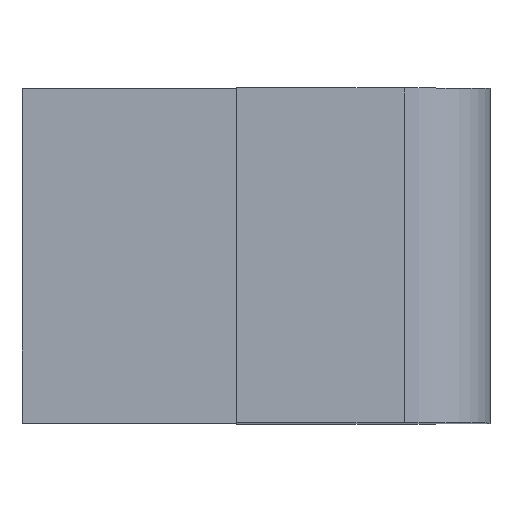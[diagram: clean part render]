
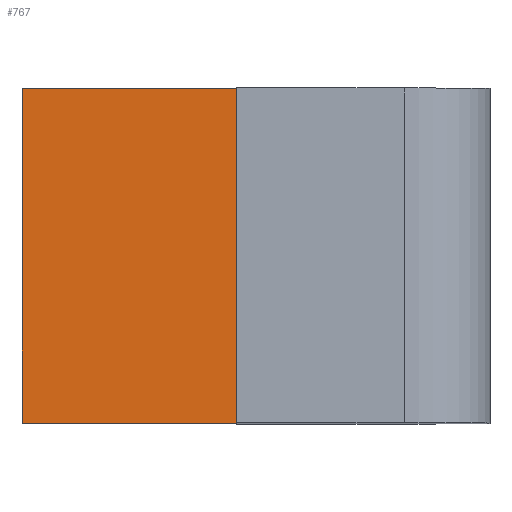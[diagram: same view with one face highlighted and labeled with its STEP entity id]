
A CAD part, top view. The second image highlights one B-rep face of the part: STEP entity #767.
In plain terms, the highlighted planar face has unit normal (0, 0, 1).
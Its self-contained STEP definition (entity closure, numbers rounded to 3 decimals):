
#330 = PLANE('',#331);
#331 = AXIS2_PLACEMENT_3D('',#332,#333,#334);
#332 = CARTESIAN_POINT('',(149.2,50.159,-87.));
#333 = DIRECTION('',(1.,0.,0.));
#334 = DIRECTION('',(0.,0.,1.));
#357 = VERTEX_POINT('',#358);
#358 = CARTESIAN_POINT('',(149.2,50.359,-76.1));
#372 = PLANE('',#373);
#373 = AXIS2_PLACEMENT_3D('',#374,#375,#376);
#374 = CARTESIAN_POINT('',(149.1,50.359,-87.));
#375 = DIRECTION('',(0.,1.,0.));
#376 = DIRECTION('',(0.,0.,1.));
#413 = VERTEX_POINT('',#414);
#414 = CARTESIAN_POINT('',(149.2,58.159,-76.1));
#428 = PLANE('',#429);
#429 = AXIS2_PLACEMENT_3D('',#430,#431,#432);
#430 = CARTESIAN_POINT('',(149.1,58.159,-87.));
#431 = DIRECTION('',(0.,1.,0.));
#432 = DIRECTION('',(0.,0.,1.));
#440 = EDGE_CURVE('',#357,#413,#441,.T.);
#441 = SURFACE_CURVE('',#442,(#446,#453),.PCURVE_S1.);
#442 = LINE('',#443,#444);
#443 = CARTESIAN_POINT('',(149.2,50.159,-76.1));
#444 = VECTOR('',#445,1.);
#445 = DIRECTION('',(0.,1.,0.));
#446 = PCURVE('',#330,#447);
#447 = DEFINITIONAL_REPRESENTATION('',(#448),#452);
#448 = LINE('',#449,#450);
#449 = CARTESIAN_POINT('',(10.9,0.));
#450 = VECTOR('',#451,1.);
#451 = DIRECTION('',(0.,-1.));
#452 = ( GEOMETRIC_REPRESENTATION_CONTEXT(2) 
PARAMETRIC_REPRESENTATION_CONTEXT() REPRESENTATION_CONTEXT('2D SPACE',''
  ) );
#453 = PCURVE('',#454,#459);
#454 = PLANE('',#455);
#455 = AXIS2_PLACEMENT_3D('',#456,#457,#458);
#456 = CARTESIAN_POINT('',(154.1,50.159,-76.1));
#457 = DIRECTION('',(0.,0.,-1.));
#458 = DIRECTION('',(0.,1.,0.));
#459 = DEFINITIONAL_REPRESENTATION('',(#460),#464);
#460 = LINE('',#461,#462);
#461 = CARTESIAN_POINT('',(0.,-4.9));
#462 = VECTOR('',#463,1.);
#463 = DIRECTION('',(1.,0.));
#464 = ( GEOMETRIC_REPRESENTATION_CONTEXT(2) 
PARAMETRIC_REPRESENTATION_CONTEXT() REPRESENTATION_CONTEXT('2D SPACE',''
  ) );
#609 = EDGE_CURVE('',#610,#357,#612,.T.);
#610 = VERTEX_POINT('',#611);
#611 = CARTESIAN_POINT('',(154.2,50.359,-76.1));
#612 = SURFACE_CURVE('',#613,(#617,#624),.PCURVE_S1.);
#613 = LINE('',#614,#615);
#614 = CARTESIAN_POINT('',(154.2,50.359,-76.1));
#615 = VECTOR('',#616,1.);
#616 = DIRECTION('',(-1.,0.,0.));
#617 = PCURVE('',#372,#618);
#618 = DEFINITIONAL_REPRESENTATION('',(#619),#623);
#619 = LINE('',#620,#621);
#620 = CARTESIAN_POINT('',(10.9,5.1));
#621 = VECTOR('',#622,1.);
#622 = DIRECTION('',(0.,-1.));
#623 = ( GEOMETRIC_REPRESENTATION_CONTEXT(2) 
PARAMETRIC_REPRESENTATION_CONTEXT() REPRESENTATION_CONTEXT('2D SPACE',''
  ) );
#624 = PCURVE('',#454,#625);
#625 = DEFINITIONAL_REPRESENTATION('',(#626),#630);
#626 = LINE('',#627,#628);
#627 = CARTESIAN_POINT('',(0.2,0.1));
#628 = VECTOR('',#629,1.);
#629 = DIRECTION('',(0.,-1.));
#630 = ( GEOMETRIC_REPRESENTATION_CONTEXT(2) 
PARAMETRIC_REPRESENTATION_CONTEXT() REPRESENTATION_CONTEXT('2D SPACE',''
  ) );
#648 = PLANE('',#649);
#649 = AXIS2_PLACEMENT_3D('',#650,#651,#652);
#650 = CARTESIAN_POINT('',(154.2,50.159,-73.));
#651 = DIRECTION('',(-1.,0.,0.));
#652 = DIRECTION('',(0.,1.,0.));
#767 = ADVANCED_FACE('',(#768),#454,.F.);
#768 = FACE_BOUND('',#769,.F.);
#769 = EDGE_LOOP('',(#770,#793,#814,#815));
#770 = ORIENTED_EDGE('',*,*,#771,.F.);
#771 = EDGE_CURVE('',#772,#413,#774,.T.);
#772 = VERTEX_POINT('',#773);
#773 = CARTESIAN_POINT('',(154.2,58.159,-76.1));
#774 = SURFACE_CURVE('',#775,(#779,#786),.PCURVE_S1.);
#775 = LINE('',#776,#777);
#776 = CARTESIAN_POINT('',(154.2,58.159,-76.1));
#777 = VECTOR('',#778,1.);
#778 = DIRECTION('',(-1.,0.,0.));
#779 = PCURVE('',#454,#780);
#780 = DEFINITIONAL_REPRESENTATION('',(#781),#785);
#781 = LINE('',#782,#783);
#782 = CARTESIAN_POINT('',(8.,0.1));
#783 = VECTOR('',#784,1.);
#784 = DIRECTION('',(0.,-1.));
#785 = ( GEOMETRIC_REPRESENTATION_CONTEXT(2) 
PARAMETRIC_REPRESENTATION_CONTEXT() REPRESENTATION_CONTEXT('2D SPACE',''
  ) );
#786 = PCURVE('',#428,#787);
#787 = DEFINITIONAL_REPRESENTATION('',(#788),#792);
#788 = LINE('',#789,#790);
#789 = CARTESIAN_POINT('',(10.9,5.1));
#790 = VECTOR('',#791,1.);
#791 = DIRECTION('',(0.,-1.));
#792 = ( GEOMETRIC_REPRESENTATION_CONTEXT(2) 
PARAMETRIC_REPRESENTATION_CONTEXT() REPRESENTATION_CONTEXT('2D SPACE',''
  ) );
#793 = ORIENTED_EDGE('',*,*,#794,.F.);
#794 = EDGE_CURVE('',#610,#772,#795,.T.);
#795 = SURFACE_CURVE('',#796,(#800,#807),.PCURVE_S1.);
#796 = LINE('',#797,#798);
#797 = CARTESIAN_POINT('',(154.2,50.159,-76.1));
#798 = VECTOR('',#799,1.);
#799 = DIRECTION('',(0.,1.,0.));
#800 = PCURVE('',#454,#801);
#801 = DEFINITIONAL_REPRESENTATION('',(#802),#806);
#802 = LINE('',#803,#804);
#803 = CARTESIAN_POINT('',(0.,0.1));
#804 = VECTOR('',#805,1.);
#805 = DIRECTION('',(1.,0.));
#806 = ( GEOMETRIC_REPRESENTATION_CONTEXT(2) 
PARAMETRIC_REPRESENTATION_CONTEXT() REPRESENTATION_CONTEXT('2D SPACE',''
  ) );
#807 = PCURVE('',#648,#808);
#808 = DEFINITIONAL_REPRESENTATION('',(#809),#813);
#809 = LINE('',#810,#811);
#810 = CARTESIAN_POINT('',(0.,3.1));
#811 = VECTOR('',#812,1.);
#812 = DIRECTION('',(1.,0.));
#813 = ( GEOMETRIC_REPRESENTATION_CONTEXT(2) 
PARAMETRIC_REPRESENTATION_CONTEXT() REPRESENTATION_CONTEXT('2D SPACE',''
  ) );
#814 = ORIENTED_EDGE('',*,*,#609,.T.);
#815 = ORIENTED_EDGE('',*,*,#440,.T.);
